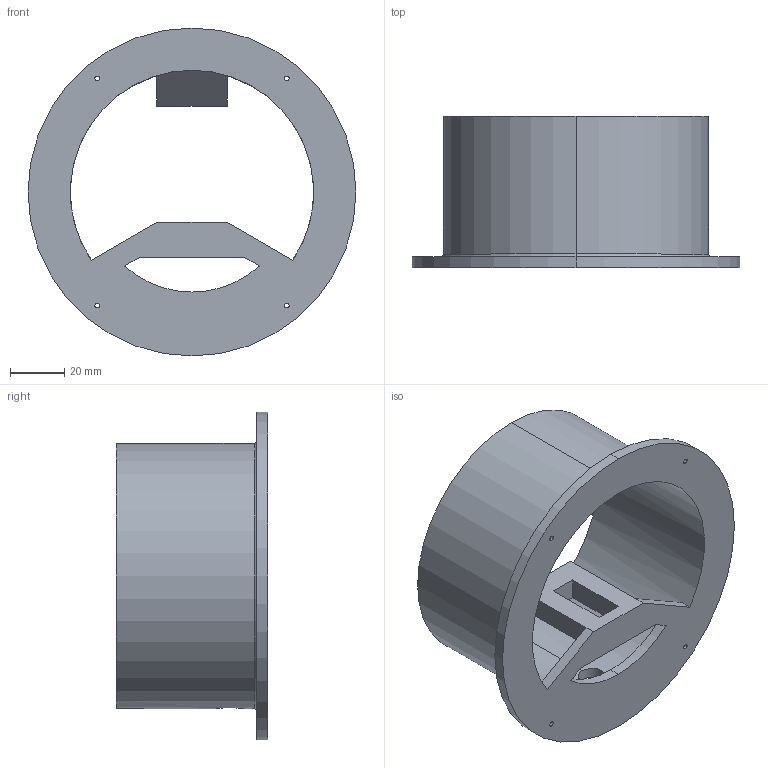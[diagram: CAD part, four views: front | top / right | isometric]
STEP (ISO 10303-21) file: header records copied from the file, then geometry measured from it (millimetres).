
FILE_DESCRIPTION (( 'STEP AP203' ), '1' );
FILE_NAME ('Base_Default_sldprt.STEP', '2024-12-02T03:32:26', ( '' ), ( '' ), 'SwSTEP 2.0', 'SolidWorks 2023', '' );
FILE_SCHEMA (( 'CONFIG_CONTROL_DESIGN' ));
Length unit declared in the file: millimetre
Products named in the file (1): Base_Default_sldprt
Bounding box: 121.25 x 56 x 121.25 mm (x, y, z)
Volume: 96647.1 mm3; surface area: 49955.5 mm2
Topology: 1 solids, 1 shells, 63 faces, 162 edges, 104 vertices
Faces by surface type: plane 27, cylinder 26, cone 8, torus 2
Entity records: 2173 total; most frequent: CARTESIAN_POINT 492, DIRECTION 344, ORIENTED_EDGE 324, EDGE_CURVE 162, AXIS2_PLACEMENT_3D 128, VERTEX_POINT 104, LINE 88, VECTOR 88
